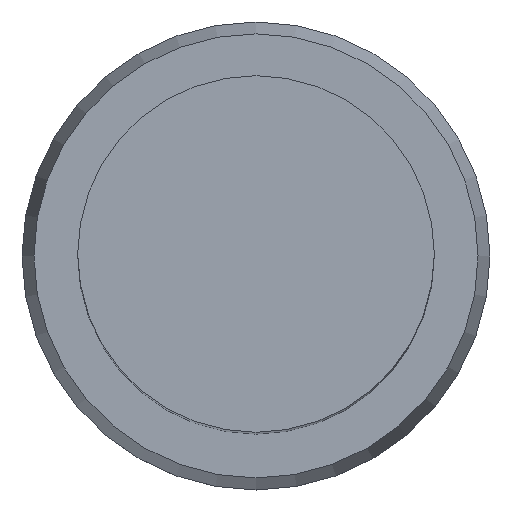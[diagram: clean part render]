
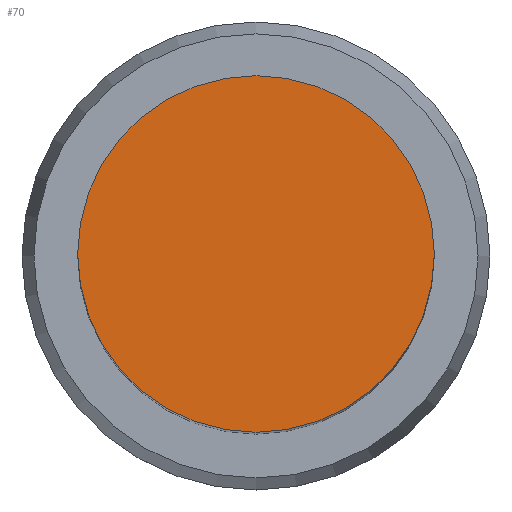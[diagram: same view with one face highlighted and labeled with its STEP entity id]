
A CAD part, top view. The second image highlights one B-rep face of the part: STEP entity #70.
In plain terms, the highlighted planar face has unit normal (0, 0, 1).
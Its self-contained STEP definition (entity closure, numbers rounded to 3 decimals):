
#67=EDGE_CURVE('Unnamed[1]',#142,#142,#143,.T.);
#70=ADVANCED_FACE('Unnamed[1]',(#146),#147,.T.);
#142=VERTEX_POINT('',#228);
#143=CIRCLE('',#229,8.0);
#146=FACE_OUTER_BOUND('',#233,.T.);
#147=PLANE('',#234);
#228=CARTESIAN_POINT('',(0.,8.,49.0));
#229=AXIS2_PLACEMENT_3D('',#307,#308,#309);
#233=EDGE_LOOP('',(#311));
#234=AXIS2_PLACEMENT_3D('',#312,#313,#314);
#307=CARTESIAN_POINT('',(0.,0.,49.0));
#308=DIRECTION('',(0.,0.,-1.0));
#309=DIRECTION('',(0.,1.0,0.));
#311=ORIENTED_EDGE('',*,*,#67,.F.);
#312=CARTESIAN_POINT('',(0.,4.,49.0));
#313=DIRECTION('',(0.,0.,1.0));
#314=DIRECTION('',(0.,-1.0,0.));
